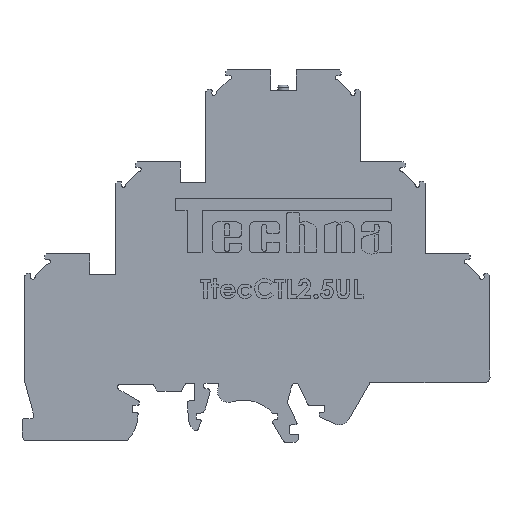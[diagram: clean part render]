
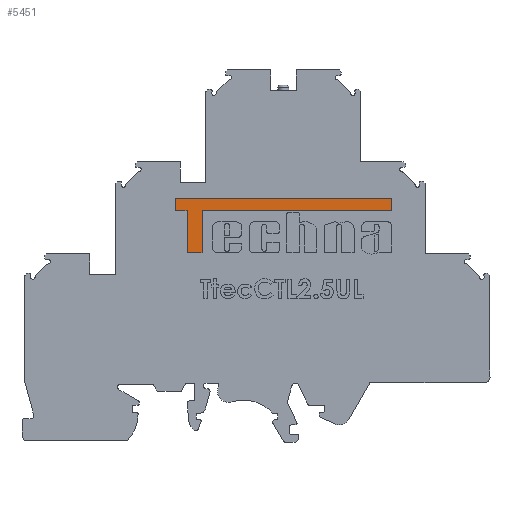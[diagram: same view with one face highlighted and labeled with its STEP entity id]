
A CAD part, front view. The second image highlights one B-rep face of the part: STEP entity #5451.
In plain terms, the highlighted planar face has unit normal (0, -1, 0).
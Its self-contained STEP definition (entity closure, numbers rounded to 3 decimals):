
#578 = DIRECTION ( 'NONE',  ( 0., 1., 0. ) ) ;
#2103 = LINE ( 'NONE', #42976, #13883 ) ;
#2351 = CARTESIAN_POINT ( 'NONE',  ( -22.161, 0.1, 27.598 ) ) ;
#2416 = CARTESIAN_POINT ( 'NONE',  ( -24.861, 0.1, 27.598 ) ) ;
#3049 = EDGE_CURVE ( 'NONE', #27785, #19140, #16301, .T. ) ;
#3240 = LINE ( 'NONE', #20637, #29816 ) ;
#4104 = CARTESIAN_POINT ( 'NONE',  ( 0., 0.1, 0. ) ) ;
#4417 = VECTOR ( 'NONE', #6661, 1000. ) ;
#4490 = DIRECTION ( 'NONE',  ( 1., 0., 0. ) ) ;
#4555 = EDGE_LOOP ( 'NONE', ( #32902, #28242, #22625, #41315, #30466, #26908, #22058, #38506 ) ) ;
#4613 = VERTEX_POINT ( 'NONE', #2351 ) ;
#4812 = EDGE_CURVE ( 'NONE', #4613, #31117, #38161, .T. ) ;
#5185 = DIRECTION ( 'NONE',  ( 0., 0., 1. ) ) ;
#5451 = ADVANCED_FACE ( 'NONE', ( #20179 ), #40566, .F. ) ;
#6426 = DIRECTION ( 'NONE',  ( 0., 0., -1. ) ) ;
#6661 = DIRECTION ( 'NONE',  ( 1., 0., 0. ) ) ;
#7535 = LINE ( 'NONE', #30964, #4417 ) ;
#8667 = LINE ( 'NONE', #25848, #24514 ) ;
#10320 = AXIS2_PLACEMENT_3D ( 'NONE', #4104, #578, #26838 ) ;
#12484 = CARTESIAN_POINT ( 'NONE',  ( -26.979, 0.1, 35.236 ) ) ;
#12698 = EDGE_CURVE ( 'NONE', #29668, #40792, #2103, .T. ) ;
#13277 = VERTEX_POINT ( 'NONE', #27058 ) ;
#13883 = VECTOR ( 'NONE', #5185, 1000. ) ;
#16301 = LINE ( 'NONE', #29827, #33021 ) ;
#17015 = CARTESIAN_POINT ( 'NONE',  ( -24.861, 0.1, 35.236 ) ) ;
#17619 = VECTOR ( 'NONE', #42093, 1000. ) ;
#17743 = CARTESIAN_POINT ( 'NONE',  ( -26.979, 0.1, 37.41 ) ) ;
#18087 = VECTOR ( 'NONE', #31947, 1000. ) ;
#19140 = VERTEX_POINT ( 'NONE', #12484 ) ;
#19412 = CARTESIAN_POINT ( 'NONE',  ( -26.979, 0.1, 37.41 ) ) ;
#20179 = FACE_OUTER_BOUND ( 'NONE', #4555, .T. ) ;
#20637 = CARTESIAN_POINT ( 'NONE',  ( -24.861, 0.1, 27.598 ) ) ;
#21320 = EDGE_CURVE ( 'NONE', #40792, #27785, #26018, .T. ) ;
#21722 = CARTESIAN_POINT ( 'NONE',  ( -22.161, 0.1, 35.236 ) ) ;
#21888 = EDGE_CURVE ( 'NONE', #31117, #29668, #8667, .T. ) ;
#22058 = ORIENTED_EDGE ( 'NONE', *, *, #12698, .T. ) ;
#22625 = ORIENTED_EDGE ( 'NONE', *, *, #33924, .T. ) ;
#23117 = VECTOR ( 'NONE', #4490, 1000. ) ;
#24310 = LINE ( 'NONE', #17015, #23117 ) ;
#24514 = VECTOR ( 'NONE', #39397, 1000. ) ;
#25848 = CARTESIAN_POINT ( 'NONE',  ( 12.039, 0.1, 35.236 ) ) ;
#26018 = LINE ( 'NONE', #17743, #18087 ) ;
#26430 = EDGE_CURVE ( 'NONE', #19140, #13277, #24310, .T. ) ;
#26838 = DIRECTION ( 'NONE',  ( 0., 0., 1. ) ) ;
#26908 = ORIENTED_EDGE ( 'NONE', *, *, #21888, .T. ) ;
#27058 = CARTESIAN_POINT ( 'NONE',  ( -24.861, 0.1, 35.236 ) ) ;
#27785 = VERTEX_POINT ( 'NONE', #19412 ) ;
#28242 = ORIENTED_EDGE ( 'NONE', *, *, #26430, .T. ) ;
#28822 = EDGE_CURVE ( 'NONE', #31755, #4613, #7535, .T. ) ;
#29347 = CARTESIAN_POINT ( 'NONE',  ( 12.039, 0.1, 35.236 ) ) ;
#29668 = VERTEX_POINT ( 'NONE', #29347 ) ;
#29816 = VECTOR ( 'NONE', #34204, 1000. ) ;
#29827 = CARTESIAN_POINT ( 'NONE',  ( -26.979, 0.1, 35.236 ) ) ;
#30466 = ORIENTED_EDGE ( 'NONE', *, *, #4812, .T. ) ;
#30964 = CARTESIAN_POINT ( 'NONE',  ( -22.161, 0.1, 27.598 ) ) ;
#31117 = VERTEX_POINT ( 'NONE', #33308 ) ;
#31755 = VERTEX_POINT ( 'NONE', #2416 ) ;
#31947 = DIRECTION ( 'NONE',  ( -1., 0., 0. ) ) ;
#32902 = ORIENTED_EDGE ( 'NONE', *, *, #3049, .T. ) ;
#33021 = VECTOR ( 'NONE', #6426, 1000. ) ;
#33308 = CARTESIAN_POINT ( 'NONE',  ( -22.161, 0.1, 35.236 ) ) ;
#33924 = EDGE_CURVE ( 'NONE', #13277, #31755, #3240, .T. ) ;
#34204 = DIRECTION ( 'NONE',  ( 0., 0., -1. ) ) ;
#38161 = LINE ( 'NONE', #21722, #17619 ) ;
#38506 = ORIENTED_EDGE ( 'NONE', *, *, #21320, .T. ) ;
#39397 = DIRECTION ( 'NONE',  ( 1., 0., 0. ) ) ;
#40566 = PLANE ( 'NONE',  #10320 ) ;
#40792 = VERTEX_POINT ( 'NONE', #41860 ) ;
#41315 = ORIENTED_EDGE ( 'NONE', *, *, #28822, .T. ) ;
#41860 = CARTESIAN_POINT ( 'NONE',  ( 12.039, 0.1, 37.41 ) ) ;
#42093 = DIRECTION ( 'NONE',  ( 0., 0., 1. ) ) ;
#42976 = CARTESIAN_POINT ( 'NONE',  ( 12.039, 0.1, 37.41 ) ) ;
